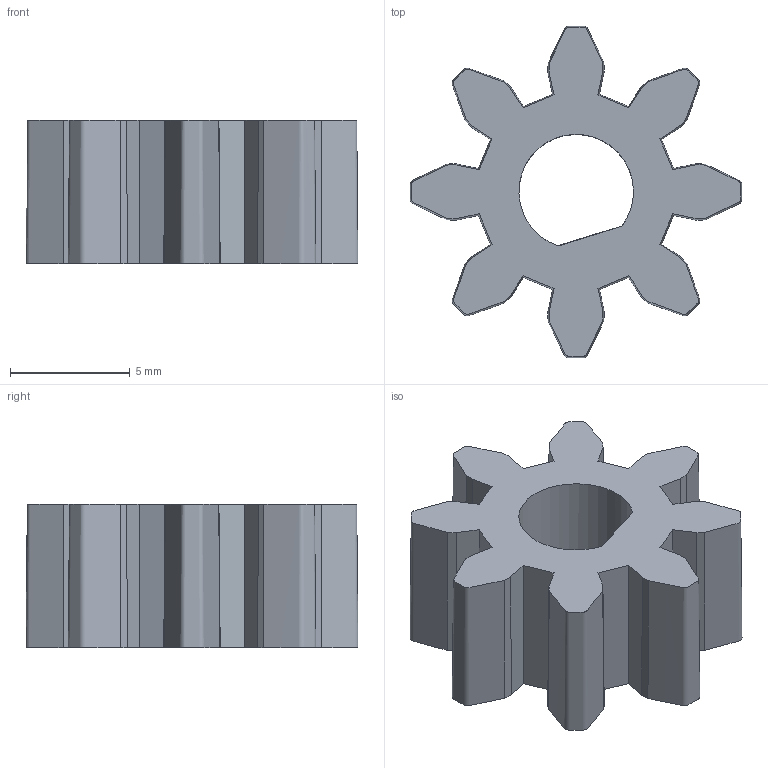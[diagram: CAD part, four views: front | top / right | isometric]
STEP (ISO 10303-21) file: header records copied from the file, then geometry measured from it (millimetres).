
FILE_DESCRIPTION (( 'STEP AP214' ), '1' );
FILE_NAME ('1041-A2P-A.STEP', '2013-05-15T14:41:39', ( '3DAssist' ), ( '' ), 'SwSTEP 2.0', 'SolidWorks 2013', '' );
FILE_SCHEMA (( 'AUTOMOTIVE_DESIGN' ));
Length unit declared in the file: millimetre
Products named in the file (1): 1041-A2P-A
Bounding box: 13.87 x 13.87 x 6 mm (x, y, z)
Volume: 479.7 mm3; surface area: 653.3 mm2
Topology: 1 solids, 1 shells, 53 faces, 153 edges, 102 vertices
Faces by surface type: plane 44, bspline 8, cylinder 1
Entity records: 2579 total; most frequent: CARTESIAN_POINT 1323, ORIENTED_EDGE 306, DIRECTION 181, EDGE_CURVE 153, VERTEX_POINT 102, VECTOR 85, LINE 85, EDGE_LOOP 55
